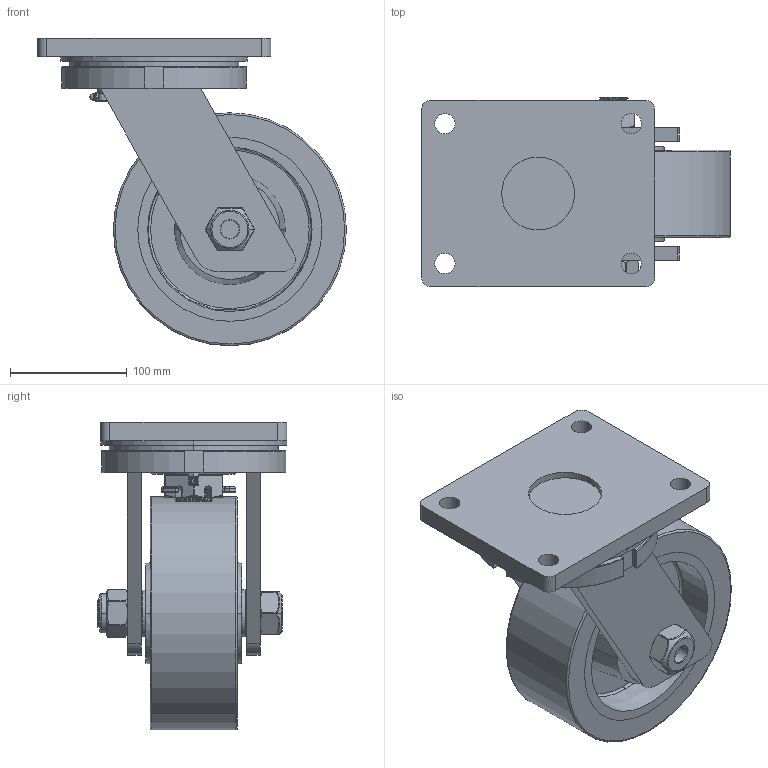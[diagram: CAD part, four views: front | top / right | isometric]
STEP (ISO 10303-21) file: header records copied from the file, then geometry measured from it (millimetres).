
FILE_DESCRIPTION(('STEP AP214'),'1');
FILE_NAME('BZQX200PTBJ.STEP','2022-09-12T11:30:16',(' '),(' '),'Spatial InterOp 3D',' ',' ');
FILE_SCHEMA(('AUTOMOTIVE_DESIGN { 1 0 10303 214 1 1 1 1 }'));
Length unit declared in the file: metre
Products named in the file (30): BZQX200AS; FABRICATED STEEL TOP PLATE; FABRICATED STEEL FORKS; FABRICATED STEEL FORKS Geometry; GREASE NIPPLE; PIN; NUT; BZQX200PTBJ; BZXPH200WPTBJM30; POLYURETHANE TYRE; CAST IRON CENTRE; BEARING6206; OUTTER; INNER; Pattern; Component1; MIDDLE; RUBBER; BEARING SPACER; BZQX AXLE KIT; BOLT; NUT2; NUT3; RUBBER2; BZQXAXLEMATERIAL; TH30X3X25; ZINC PLATED HEADED SPACER
Assembly tree (51 placements, depth 5):
  BZQX200PTBJ
    BZQX200AS
      FABRICATED STEEL TOP PLATE
      FABRICATED STEEL FORKS
        FABRICATED STEEL FORKS Geometry
        GREASE NIPPLE
        PIN
        NUT
    BZXPH200WPTBJM30
      POLYURETHANE TYRE
      CAST IRON CENTRE
      BEARING6206
        OUTTER
        INNER
        Pattern
          Component1  x9
        MIDDLE
        RUBBER
      BEARING6206
        OUTTER
        INNER
        Pattern
          Component1  x9
        MIDDLE
        RUBBER
      BEARING SPACER
    BZQXAXLEMATERIAL
      BZQX AXLE KIT
        BOLT
        NUT2
          NUT3
          RUBBER2
    TH30X3X25
      ZINC PLATED HEADED SPACER
    TH30X3X25
      ZINC PLATED HEADED SPACER
Bounding box: 265 x 163 x 264 mm (x, y, z)
Volume: 3156214.1 mm3; surface area: 550588.5 mm2
Topology: 41 solids, 41 shells, 1238 faces, 3263 edges, 2076 vertices
Faces by surface type: cylinder 410, plane 304, extrusion 160, torus 128, sphere 128, bspline 64, cone 44
Entity records: 54402 total; most frequent: CARTESIAN_POINT 31448, ORIENTED_EDGE 4764, DIRECTION 4448, EDGE_CURVE 2382, AXIS2_PLACEMENT_3D 1784, VERTEX_POINT 1532, EDGE_LOOP 1012, ADVANCED_FACE 920
